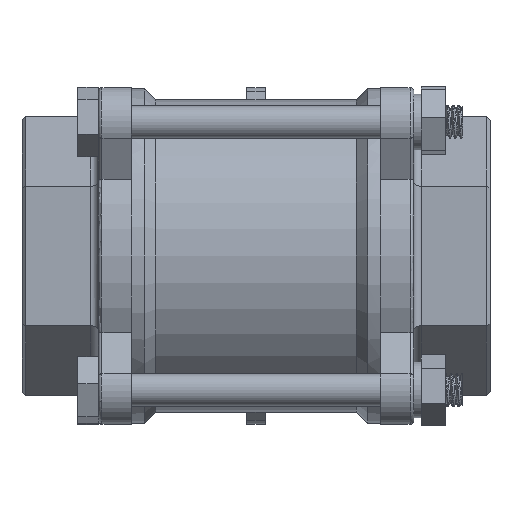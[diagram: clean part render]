
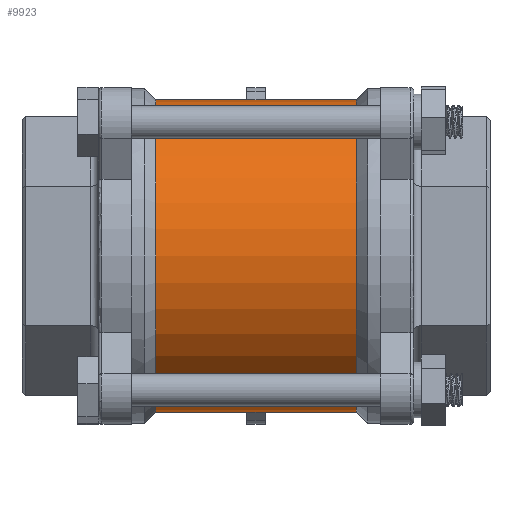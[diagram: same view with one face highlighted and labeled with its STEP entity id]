
A CAD part, front view. The second image highlights one B-rep face of the part: STEP entity #9923.
In plain terms, the highlighted cylindrical face has radius 42 mm (diameter 84 mm), a partial arc.
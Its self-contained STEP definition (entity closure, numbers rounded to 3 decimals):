
#96 = FACE_OUTER_BOUND ( 'NONE', #5417, .T. ) ;
#245 = VECTOR ( 'NONE', #7497, 1000. ) ;
#340 = CIRCLE ( 'NONE', #6635, 42. ) ;
#1377 = VECTOR ( 'NONE', #17840, 1000. ) ;
#2677 = CARTESIAN_POINT ( 'NONE',  ( 27., 0., 0. ) ) ;
#2797 = ORIENTED_EDGE ( 'NONE', *, *, #20041, .F. ) ;
#3072 = VERTEX_POINT ( 'NONE', #10395 ) ;
#3470 = CARTESIAN_POINT ( 'NONE',  ( -27., 0., 0. ) ) ;
#5417 = EDGE_LOOP ( 'NONE', ( #2797, #9037, #10728, #17905 ) ) ;
#5538 = LINE ( 'NONE', #9473, #245 ) ;
#6635 = AXIS2_PLACEMENT_3D ( 'NONE', #2677, #9758, #16842 ) ;
#7497 = DIRECTION ( 'NONE',  ( -1., 0., 0. ) ) ;
#9037 = ORIENTED_EDGE ( 'NONE', *, *, #15667, .T. ) ;
#9473 = CARTESIAN_POINT ( 'NONE',  ( 0., 0., -42. ) ) ;
#9758 = DIRECTION ( 'NONE',  ( -1., 0., 0. ) ) ;
#9923 = ADVANCED_FACE ( 'NONE', ( #96 ), #16112, .T. ) ;
#10395 = CARTESIAN_POINT ( 'NONE',  ( 27., 0., -42. ) ) ;
#10427 = DIRECTION ( 'NONE',  ( -1., 0., 0. ) ) ;
#10728 = ORIENTED_EDGE ( 'NONE', *, *, #12822, .T. ) ;
#12149 = CARTESIAN_POINT ( 'NONE',  ( 0., 0., 42. ) ) ;
#12506 = DIRECTION ( 'NONE',  ( 0., 0., 1. ) ) ;
#12822 = EDGE_CURVE ( 'NONE', #20809, #19711, #15877, .T. ) ;
#14270 = CARTESIAN_POINT ( 'NONE',  ( -27., 0., 42. ) ) ;
#14557 = CIRCLE ( 'NONE', #16807, 42. ) ;
#15075 = CARTESIAN_POINT ( 'NONE',  ( -27., 0., -42. ) ) ;
#15667 = EDGE_CURVE ( 'NONE', #3072, #20809, #340, .T. ) ;
#15877 = LINE ( 'NONE', #12149, #1377 ) ;
#16112 = CYLINDRICAL_SURFACE ( 'NONE', #20557, 42. ) ;
#16807 = AXIS2_PLACEMENT_3D ( 'NONE', #3470, #21642, #22864 ) ;
#16842 = DIRECTION ( 'NONE',  ( 0., 0., 1. ) ) ;
#17840 = DIRECTION ( 'NONE',  ( -1., 0., 0. ) ) ;
#17905 = ORIENTED_EDGE ( 'NONE', *, *, #22732, .F. ) ;
#18474 = VERTEX_POINT ( 'NONE', #15075 ) ;
#19247 = CARTESIAN_POINT ( 'NONE',  ( 0., 0., 0. ) ) ;
#19711 = VERTEX_POINT ( 'NONE', #14270 ) ;
#20041 = EDGE_CURVE ( 'NONE', #3072, #18474, #5538, .T. ) ;
#20557 = AXIS2_PLACEMENT_3D ( 'NONE', #19247, #10427, #12506 ) ;
#20809 = VERTEX_POINT ( 'NONE', #22566 ) ;
#21642 = DIRECTION ( 'NONE',  ( -1., 0., 0. ) ) ;
#22566 = CARTESIAN_POINT ( 'NONE',  ( 27., 0., 42. ) ) ;
#22732 = EDGE_CURVE ( 'NONE', #18474, #19711, #14557, .T. ) ;
#22864 = DIRECTION ( 'NONE',  ( 0., 0., 1. ) ) ;
